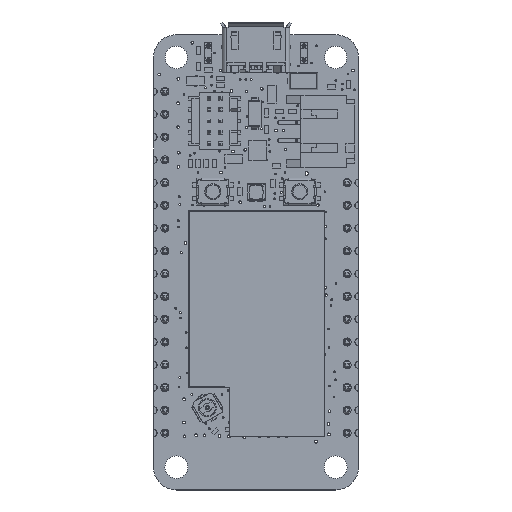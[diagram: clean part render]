
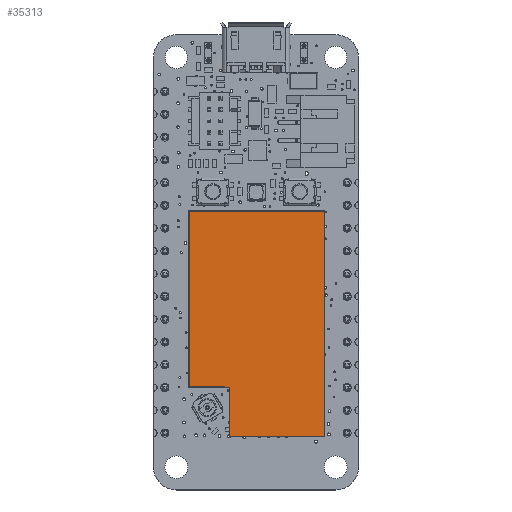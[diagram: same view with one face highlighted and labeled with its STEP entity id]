
A CAD part, top view. The second image highlights one B-rep face of the part: STEP entity #35313.
In plain terms, the highlighted planar face has unit normal (0, 0, 1).
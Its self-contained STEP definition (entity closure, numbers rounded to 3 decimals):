
#2545=PLANE('',#38472);
#4256=FACE_OUTER_BOUND('',#6697,.T.);
#6697=EDGE_LOOP('',(#32223,#32224,#32225,#32226,#32227,#32228));
#10131=LINE('',#70081,#13726);
#10135=LINE('',#70089,#13730);
#10196=LINE('',#70209,#13791);
#10199=LINE('',#70214,#13794);
#10201=LINE('',#70218,#13796);
#10202=LINE('',#70220,#13797);
#13726=VECTOR('',#47510,10.);
#13730=VECTOR('',#47516,10.);
#13791=VECTOR('',#47625,10.);
#13794=VECTOR('',#47630,10.);
#13796=VECTOR('',#47634,10.);
#13797=VECTOR('',#47637,10.);
#18082=VERTEX_POINT('',#70078);
#18083=VERTEX_POINT('',#70080);
#18086=VERTEX_POINT('',#70088);
#18121=VERTEX_POINT('',#70208);
#18122=VERTEX_POINT('',#70212);
#18123=VERTEX_POINT('',#70216);
#22771=EDGE_CURVE('',#18082,#18083,#10131,.T.);
#22775=EDGE_CURVE('',#18083,#18086,#10135,.T.);
#22836=EDGE_CURVE('',#18086,#18121,#10196,.T.);
#22839=EDGE_CURVE('',#18082,#18122,#10199,.T.);
#22841=EDGE_CURVE('',#18122,#18123,#10201,.T.);
#22842=EDGE_CURVE('',#18121,#18123,#10202,.T.);
#32223=ORIENTED_EDGE('',*,*,#22842,.F.);
#32224=ORIENTED_EDGE('',*,*,#22836,.F.);
#32225=ORIENTED_EDGE('',*,*,#22775,.F.);
#32226=ORIENTED_EDGE('',*,*,#22771,.F.);
#32227=ORIENTED_EDGE('',*,*,#22839,.T.);
#32228=ORIENTED_EDGE('',*,*,#22841,.T.);
#35313=ADVANCED_FACE('',(#4256),#2545,.T.);
#38472=AXIS2_PLACEMENT_3D('',#70221,#47638,#47639);
#47510=DIRECTION('',(0.,1.,0.));
#47516=DIRECTION('',(-1.,0.,0.));
#47625=DIRECTION('',(0.,1.,0.));
#47630=DIRECTION('',(1.,0.,0.));
#47634=DIRECTION('',(0.,1.,0.));
#47637=DIRECTION('',(1.,0.,0.));
#47638=DIRECTION('center_axis',(0.,0.,1.));
#47639=DIRECTION('ref_axis',(1.,0.,0.));
#70078=CARTESIAN_POINT('',(4.5,-25.2,0.));
#70080=CARTESIAN_POINT('',(4.5,-19.7,0.));
#70081=CARTESIAN_POINT('',(4.5,-25.2,0.));
#70088=CARTESIAN_POINT('',(0.,-19.7,0.));
#70089=CARTESIAN_POINT('',(4.5,-19.7,0.));
#70208=CARTESIAN_POINT('',(0.,0.,0.));
#70209=CARTESIAN_POINT('',(0.,-1.5,0.));
#70212=CARTESIAN_POINT('',(15.2,-25.2,0.));
#70214=CARTESIAN_POINT('',(4.5,-25.2,0.));
#70216=CARTESIAN_POINT('',(15.2,0.,0.));
#70218=CARTESIAN_POINT('',(15.2,-25.2,0.));
#70220=CARTESIAN_POINT('',(8.,0.,0.));
#70221=CARTESIAN_POINT('Origin',(7.6,-13.1,0.));
